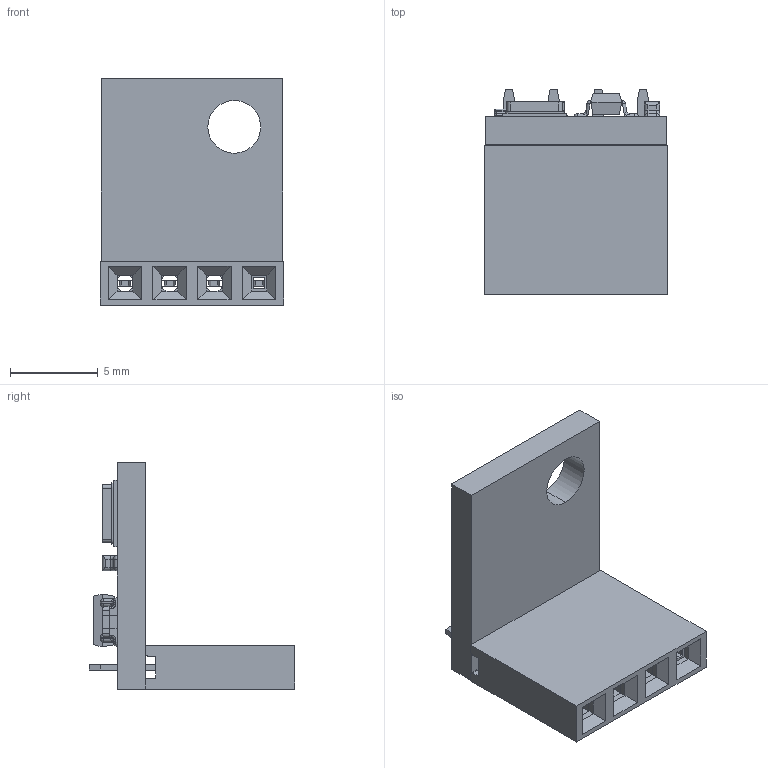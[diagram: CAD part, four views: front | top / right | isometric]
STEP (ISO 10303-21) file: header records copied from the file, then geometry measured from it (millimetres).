
FILE_DESCRIPTION (( 'STEP AP214' ), '1' );
FILE_NAME ('GY-68 - BMP180 barometric sensor board.STEP', '2020-08-24T00:27:54', ( '' ), ( '' ), 'SwSTEP 2.0', 'SolidWorks 2018', '' );
FILE_SCHEMA (( 'AUTOMOTIVE_DESIGN' ));
Length unit declared in the file: millimetre
Products named in the file (1): GY-68 - BMP180 barometric sensor board
Bounding box: 10.41 x 11.7 x 12.9 mm (x, y, z)
Surface area: 983.8 mm2 (no closed solid volume)
Topology: 0 solids, 12 shells, 467 faces, 1554 edges, 1015 vertices
Faces by surface type: plane 248, cylinder 128, bspline 40, sphere 31, torus 20
Entity records: 24968 total; most frequent: CARTESIAN_POINT 7294, ORIENTED_EDGE 2474, DIRECTION 2383, EDGE_CURVE 1523, VERTEX_POINT 1015, LINE 999, VECTOR 999, AXIS2_PLACEMENT_3D 692
